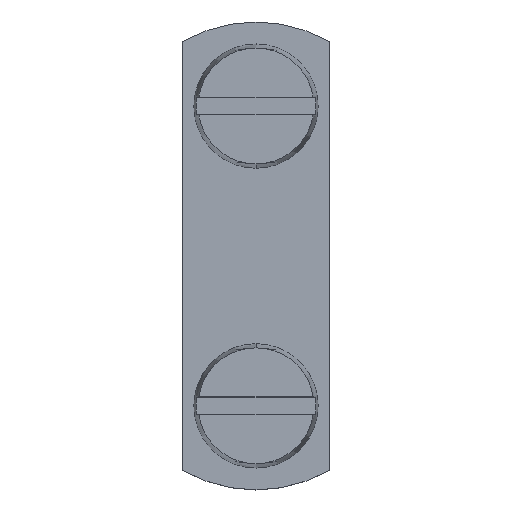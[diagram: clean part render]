
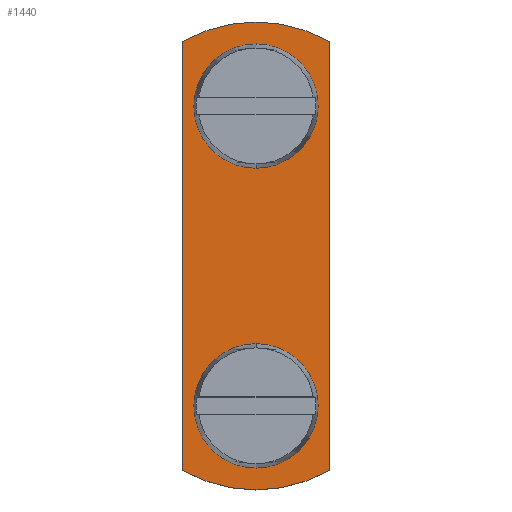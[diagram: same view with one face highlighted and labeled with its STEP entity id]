
A CAD part, top view. The second image highlights one B-rep face of the part: STEP entity #1440.
In plain terms, the highlighted planar face has unit normal (0, 0, 1).
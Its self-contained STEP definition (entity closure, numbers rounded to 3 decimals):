
#730=CARTESIAN_POINT('',(-3.3,0.,5.5));
#740=DIRECTION('',(0.,-0.,1.));
#750=DIRECTION('',(0.,1.,0.));
#760=AXIS2_PLACEMENT_3D('',#730,#740,#750);
#770=PLANE('',#760);
#780=CARTESIAN_POINT('',(5.,0.,5.5));
#790=DIRECTION('',(0.,1.,0.));
#800=VECTOR('',#790,1.);
#810=LINE('',#780,#800);
#820=CARTESIAN_POINT('',(5.,-14.66,5.5));
#830=VERTEX_POINT('',#820);
#840=CARTESIAN_POINT('',(5.,14.66,5.5));
#850=VERTEX_POINT('',#840);
#860=EDGE_CURVE('',#830,#850,#810,.T.);
#870=ORIENTED_EDGE('',*,*,#860,.T.);
#880=CARTESIAN_POINT('',(0.,-6.,5.5));
#890=DIRECTION('',(0.,0.,1.));
#900=DIRECTION('',(0.,1.,0.));
#910=AXIS2_PLACEMENT_3D('',#880,#890,#900);
#920=CIRCLE('',#910,10.);
#930=CARTESIAN_POINT('',(-5.,-14.66,5.5));
#940=VERTEX_POINT('',#930);
#950=EDGE_CURVE('',#940,#830,#920,.T.);
#960=ORIENTED_EDGE('',*,*,#950,.T.);
#970=CARTESIAN_POINT('',(-5.,0.,5.5));
#980=DIRECTION('',(0.,1.,0.));
#990=VECTOR('',#980,1.);
#1000=LINE('',#970,#990);
#1010=CARTESIAN_POINT('',(-5.,14.66,5.5));
#1020=VERTEX_POINT('',#1010);
#1030=EDGE_CURVE('',#940,#1020,#1000,.T.);
#1040=ORIENTED_EDGE('',*,*,#1030,.F.);
#1050=CARTESIAN_POINT('',(0.,6.,5.5));
#1060=DIRECTION('',(0.,0.,1.));
#1070=DIRECTION('',(0.,1.,0.));
#1080=AXIS2_PLACEMENT_3D('',#1050,#1060,#1070);
#1090=CIRCLE('',#1080,10.);
#1100=EDGE_CURVE('',#850,#1020,#1090,.T.);
#1110=ORIENTED_EDGE('',*,*,#1100,.T.);
#1120=EDGE_LOOP('',(#1110,#1040,#960,#870));
#1130=FACE_OUTER_BOUND('',#1120,.T.);
#1140=CARTESIAN_POINT('',(0.,10.25,5.5));
#1150=DIRECTION('',(0.,0.,-1.));
#1160=DIRECTION('',(0.,-1.,0.));
#1170=AXIS2_PLACEMENT_3D('',#1140,#1150,#1160);
#1180=CIRCLE('',#1170,4.25);
#1190=CARTESIAN_POINT('',(0.,14.5,5.5));
#1200=VERTEX_POINT('',#1190);
#1210=CARTESIAN_POINT('',(0.,6.,5.5));
#1220=VERTEX_POINT('',#1210);
#1230=EDGE_CURVE('',#1200,#1220,#1180,.T.);
#1240=ORIENTED_EDGE('',*,*,#1230,.T.);
#1250=EDGE_CURVE('',#1220,#1200,#1180,.T.);
#1260=ORIENTED_EDGE('',*,*,#1250,.T.);
#1270=EDGE_LOOP('',(#1260,#1240));
#1280=FACE_BOUND('',#1270,.T.);
#1290=CARTESIAN_POINT('',(0.,-10.25,5.5));
#1300=DIRECTION('',(0.,0.,-1.));
#1310=DIRECTION('',(0.,-1.,0.));
#1320=AXIS2_PLACEMENT_3D('',#1290,#1300,#1310);
#1330=CIRCLE('',#1320,4.25);
#1340=CARTESIAN_POINT('',(0.,-6.,5.5));
#1350=VERTEX_POINT('',#1340);
#1360=CARTESIAN_POINT('',(0.,-14.5,5.5));
#1370=VERTEX_POINT('',#1360);
#1380=EDGE_CURVE('',#1350,#1370,#1330,.T.);
#1390=ORIENTED_EDGE('',*,*,#1380,.T.);
#1400=EDGE_CURVE('',#1370,#1350,#1330,.T.);
#1410=ORIENTED_EDGE('',*,*,#1400,.T.);
#1420=EDGE_LOOP('',(#1410,#1390));
#1430=FACE_BOUND('',#1420,.T.);
#1440=ADVANCED_FACE('',(#1130,#1280,#1430),#770,.T.);
